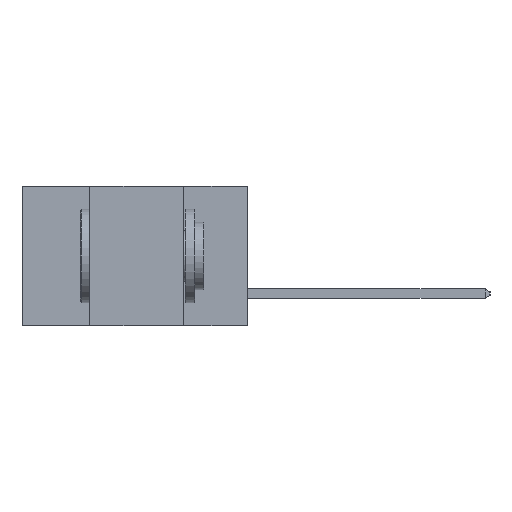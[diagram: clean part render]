
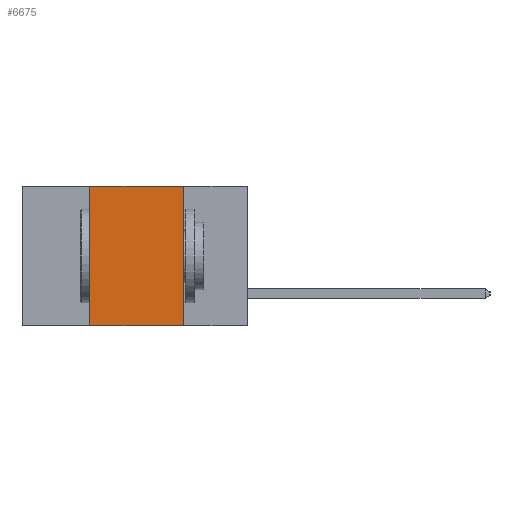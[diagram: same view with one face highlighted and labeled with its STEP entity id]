
A CAD part, left-side view. The second image highlights one B-rep face of the part: STEP entity #6675.
In plain terms, the highlighted planar face has unit normal (-1, 0, 0).
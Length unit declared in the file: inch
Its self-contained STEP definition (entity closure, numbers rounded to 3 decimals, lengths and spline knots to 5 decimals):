
#247 = VERTEX_POINT ( 'NONE', #1900 ) ;
#269 = CARTESIAN_POINT ( 'NONE',  ( 0., 0.42, -0.37 ) ) ;
#279 = LINE ( 'NONE', #269, #8025 ) ;
#1649 = ORIENTED_EDGE ( 'NONE', *, *, #2114, .F. ) ;
#1708 = AXIS2_PLACEMENT_3D ( 'NONE', #2637, #7838, #3393 ) ;
#1900 = CARTESIAN_POINT ( 'NONE',  ( 0., 0.17, -0.37 ) ) ;
#2037 = CARTESIAN_POINT ( 'NONE',  ( 0., 0.6, -0.37 ) ) ;
#2114 = EDGE_CURVE ( 'NONE', #4558, #4547, #7558, .T. ) ;
#2637 = CARTESIAN_POINT ( 'NONE',  ( 0., 0.6, 0. ) ) ;
#2776 = EDGE_LOOP ( 'NONE', ( #3931, #1649, #8092, #7099 ) ) ;
#2806 = VECTOR ( 'NONE', #9435, 39.37008 ) ;
#2936 = CARTESIAN_POINT ( 'NONE',  ( 0., 0.17, -0.37 ) ) ;
#3110 = VECTOR ( 'NONE', #4795, 39.37008 ) ;
#3348 = DIRECTION ( 'NONE',  ( 0., 0., 1. ) ) ;
#3393 = DIRECTION ( 'NONE',  ( 0., 0., -1. ) ) ;
#3677 = EDGE_CURVE ( 'NONE', #4547, #247, #5702, .T. ) ;
#3931 = ORIENTED_EDGE ( 'NONE', *, *, #3677, .F. ) ;
#4304 = VERTEX_POINT ( 'NONE', #7352 ) ;
#4334 = CARTESIAN_POINT ( 'NONE',  ( 0., 0.42, 0. ) ) ;
#4505 = CARTESIAN_POINT ( 'NONE',  ( 0., 0.17, 0. ) ) ;
#4547 = VERTEX_POINT ( 'NONE', #4505 ) ;
#4558 = VERTEX_POINT ( 'NONE', #4334 ) ;
#4772 = CARTESIAN_POINT ( 'NONE',  ( 0., 0.6, 0. ) ) ;
#4795 = DIRECTION ( 'NONE',  ( 0., -1., 0. ) ) ;
#4852 = LINE ( 'NONE', #2037, #2806 ) ;
#5702 = LINE ( 'NONE', #2936, #7638 ) ;
#6675 = ADVANCED_FACE ( 'NONE', ( #8613 ), #9231, .F. ) ;
#7099 = ORIENTED_EDGE ( 'NONE', *, *, #7350, .T. ) ;
#7238 = DIRECTION ( 'NONE',  ( 0., 0., -1. ) ) ;
#7350 = EDGE_CURVE ( 'NONE', #4304, #247, #4852, .T. ) ;
#7352 = CARTESIAN_POINT ( 'NONE',  ( 0., 0.42, -0.37 ) ) ;
#7558 = LINE ( 'NONE', #4772, #3110 ) ;
#7638 = VECTOR ( 'NONE', #7238, 39.37008 ) ;
#7821 = EDGE_CURVE ( 'NONE', #4304, #4558, #279, .T. ) ;
#7838 = DIRECTION ( 'NONE',  ( 1., 0., 0. ) ) ;
#8025 = VECTOR ( 'NONE', #3348, 39.37008 ) ;
#8092 = ORIENTED_EDGE ( 'NONE', *, *, #7821, .F. ) ;
#8613 = FACE_OUTER_BOUND ( 'NONE', #2776, .T. ) ;
#9231 = PLANE ( 'NONE',  #1708 ) ;
#9435 = DIRECTION ( 'NONE',  ( 0., -1., 0. ) ) ;
